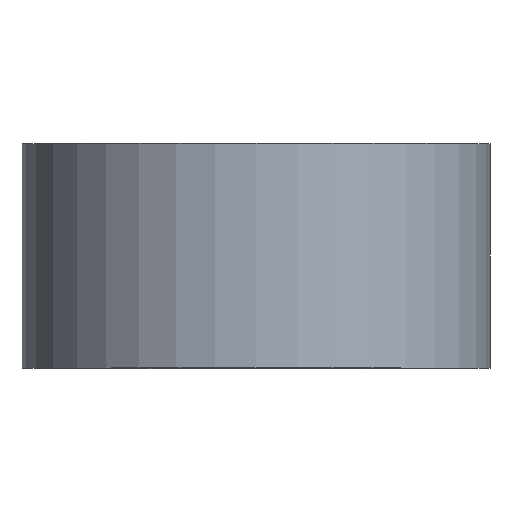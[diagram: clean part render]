
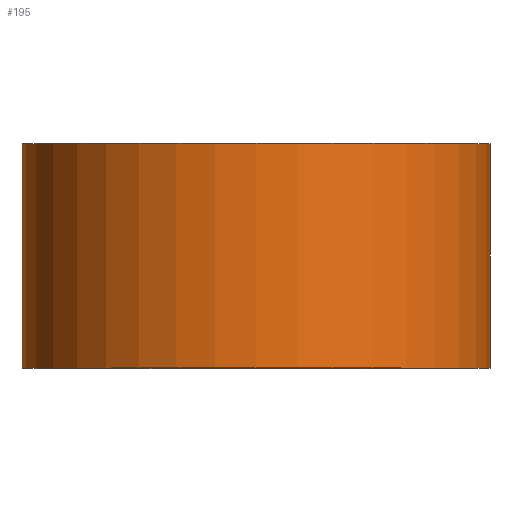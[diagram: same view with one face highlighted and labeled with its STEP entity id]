
A CAD part, top view. The second image highlights one B-rep face of the part: STEP entity #195.
In plain terms, the highlighted cylindrical face has radius 12.5 mm (diameter 25 mm), a full revolution.
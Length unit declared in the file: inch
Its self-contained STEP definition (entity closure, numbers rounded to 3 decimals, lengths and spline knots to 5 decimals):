
#16=CYLINDRICAL_SURFACE('',#231,0.49213);
#22=CIRCLE('',#224,0.49213);
#23=CIRCLE('',#232,0.49213);
#33=FACE_OUTER_BOUND('',#46,.T.);
#46=EDGE_LOOP('',(#166,#167,#168,#169));
#68=LINE('',#336,#88);
#88=VECTOR('',#283,0.49213);
#97=VERTEX_POINT('',#307);
#104=VERTEX_POINT('',#334);
#114=EDGE_CURVE('',#97,#97,#22,.T.);
#127=EDGE_CURVE('',#104,#104,#23,.T.);
#128=EDGE_CURVE('',#104,#97,#68,.T.);
#166=ORIENTED_EDGE('',*,*,#127,.F.);
#167=ORIENTED_EDGE('',*,*,#128,.T.);
#168=ORIENTED_EDGE('',*,*,#114,.F.);
#169=ORIENTED_EDGE('',*,*,#128,.F.);
#195=ADVANCED_FACE('',(#33),#16,.T.);
#224=AXIS2_PLACEMENT_3D('',#308,#253,#254);
#231=AXIS2_PLACEMENT_3D('',#333,#279,#280);
#232=AXIS2_PLACEMENT_3D('',#335,#281,#282);
#253=DIRECTION('center_axis',(0.,1.,0.));
#254=DIRECTION('ref_axis',(-1.,0.,0.));
#279=DIRECTION('center_axis',(0.,-1.,0.));
#280=DIRECTION('ref_axis',(-1.,0.,0.));
#281=DIRECTION('center_axis',(0.,-1.,0.));
#282=DIRECTION('ref_axis',(-1.,0.,0.));
#283=DIRECTION('',(0.,1.,0.));
#307=CARTESIAN_POINT('',(0.49213,0.3937,0.));
#308=CARTESIAN_POINT('Origin',(0.,0.3937,0.));
#333=CARTESIAN_POINT('Origin',(0.,0.,0.));
#334=CARTESIAN_POINT('',(0.49213,-0.07874,0.));
#335=CARTESIAN_POINT('Origin',(0.,-0.07874,0.));
#336=CARTESIAN_POINT('',(0.49213,0.,0.));
